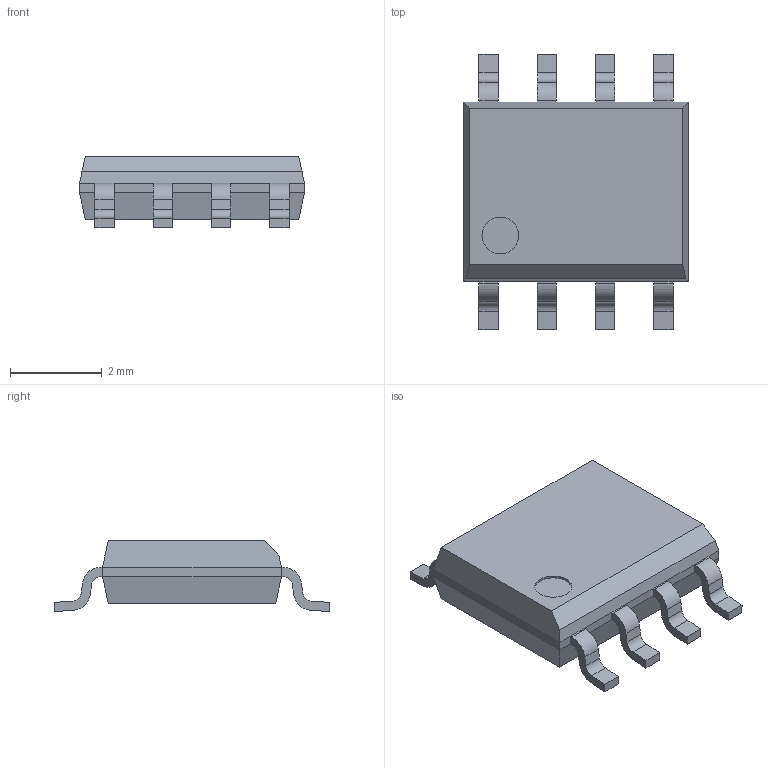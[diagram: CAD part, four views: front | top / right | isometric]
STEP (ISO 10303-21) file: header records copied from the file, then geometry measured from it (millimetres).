
FILE_DESCRIPTION (( 'STEP AP214' ), '1' );
FILE_NAME ('SOP-J8.STEP', '2020-01-30T05:47:25', ( '' ), ( '' ), 'SwSTEP 2.0', 'SolidWorks 2013', '' );
FILE_SCHEMA (( 'AUTOMOTIVE_DESIGN' ));
Length unit declared in the file: millimetre
Products named in the file (1): SOP-J8
Bounding box: 4.9 x 6 x 1.55 mm (x, y, z)
Volume: 25.7 mm3; surface area: 72.7 mm2
Topology: 1 solids, 1 shells, 133 faces, 347 edges, 218 vertices
Faces by surface type: plane 97, cylinder 36
Entity records: 5193 total; most frequent: CARTESIAN_POINT 699, ORIENTED_EDGE 694, DIRECTION 687, EDGE_CURVE 347, LINE 275, VECTOR 275, VERTEX_POINT 218, AXIS2_PLACEMENT_3D 206
